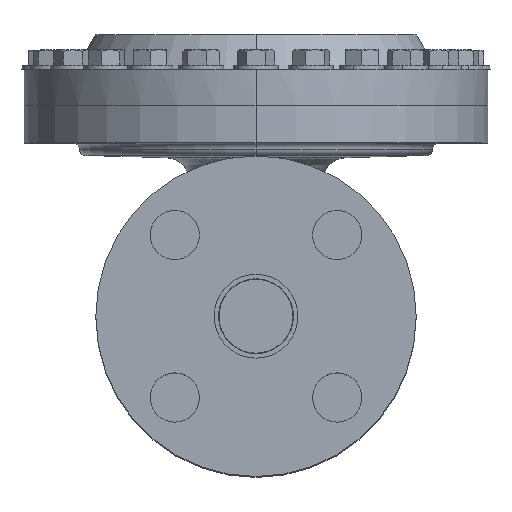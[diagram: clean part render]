
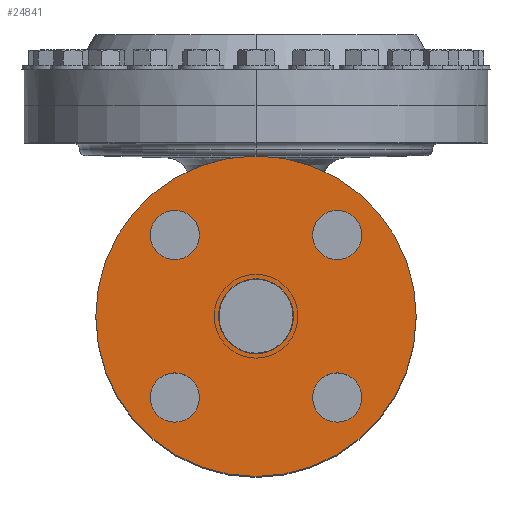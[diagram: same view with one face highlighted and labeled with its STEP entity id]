
A CAD part, top view. The second image highlights one B-rep face of the part: STEP entity #24841.
In plain terms, the highlighted planar face has unit normal (0, 0, 1).
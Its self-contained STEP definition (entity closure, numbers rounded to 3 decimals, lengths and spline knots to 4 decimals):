
#732 = EDGE_CURVE ( 'NONE', #42469, #20280, #21983, .T. ) ;
#832 = FACE_OUTER_BOUND ( 'NONE', #10638, .T. ) ;
#1236 = AXIS2_PLACEMENT_3D ( 'NONE', #25180, #4717, #28607 ) ;
#1296 = EDGE_LOOP ( 'NONE', ( #15794, #8937 ) ) ;
#1869 = AXIS2_PLACEMENT_3D ( 'NONE', #28722, #8237, #32190 ) ;
#1923 = FACE_BOUND ( 'NONE', #13384, .T. ) ;
#1986 = CARTESIAN_POINT ( 'NONE',  ( 0., 0., 4.375 ) ) ;
#2379 = EDGE_CURVE ( 'NONE', #22762, #42299, #7986, .T. ) ;
#3332 = ORIENTED_EDGE ( 'NONE', *, *, #39623, .T. ) ;
#4141 = VERTEX_POINT ( 'NONE', #22978 ) ;
#4424 = EDGE_CURVE ( 'NONE', #6027, #40386, #12421, .T. ) ;
#4446 = DIRECTION ( 'NONE',  ( 0., 0., -1. ) ) ;
#4717 = DIRECTION ( 'NONE',  ( 0., 0., -1. ) ) ;
#5427 = AXIS2_PLACEMENT_3D ( 'NONE', #30655, #10147, #34101 ) ;
#5437 = DIRECTION ( 'NONE',  ( 0., 1., 0. ) ) ;
#5543 = AXIS2_PLACEMENT_3D ( 'NONE', #24900, #4446, #28342 ) ;
#6027 = VERTEX_POINT ( 'NONE', #39249 ) ;
#6917 = CARTESIAN_POINT ( 'NONE',  ( -1.2374, 1.6124, 4.375 ) ) ;
#7164 = VERTEX_POINT ( 'NONE', #35013 ) ;
#7705 = DIRECTION ( 'NONE',  ( 0., 0., -1. ) ) ;
#7986 = CIRCLE ( 'NONE', #32743, 0.5705 ) ;
#8146 = EDGE_CURVE ( 'NONE', #42299, #22762, #17623, .T. ) ;
#8237 = DIRECTION ( 'NONE',  ( 0., 0., -1. ) ) ;
#8734 = EDGE_CURVE ( 'NONE', #27006, #41590, #44532, .T. ) ;
#8937 = ORIENTED_EDGE ( 'NONE', *, *, #8146, .T. ) ;
#9936 = FACE_BOUND ( 'NONE', #1296, .T. ) ;
#10147 = DIRECTION ( 'NONE',  ( 0., 0., -1. ) ) ;
#10174 = CIRCLE ( 'NONE', #5427, 0.375 ) ;
#10638 = EDGE_LOOP ( 'NONE', ( #32027, #40899 ) ) ;
#11235 = AXIS2_PLACEMENT_3D ( 'NONE', #35220, #14648, #38721 ) ;
#11679 = CARTESIAN_POINT ( 'NONE',  ( 0., -2.44, 4.375 ) ) ;
#11777 = EDGE_CURVE ( 'NONE', #41590, #27006, #42854, .T. ) ;
#12240 = ORIENTED_EDGE ( 'NONE', *, *, #43928, .T. ) ;
#12408 = CARTESIAN_POINT ( 'NONE',  ( 1.2374, 1.2374, 4.375 ) ) ;
#12421 = CIRCLE ( 'NONE', #5543, 0.375 ) ;
#13384 = EDGE_LOOP ( 'NONE', ( #31716, #40378 ) ) ;
#13506 = DIRECTION ( 'NONE',  ( 0., 0., -1. ) ) ;
#13860 = AXIS2_PLACEMENT_3D ( 'NONE', #1986, #25899, #5437 ) ;
#14476 = VERTEX_POINT ( 'NONE', #36139 ) ;
#14648 = DIRECTION ( 'NONE',  ( 0., 0., -1. ) ) ;
#15185 = CIRCLE ( 'NONE', #31919, 0.375 ) ;
#15794 = ORIENTED_EDGE ( 'NONE', *, *, #2379, .T. ) ;
#15829 = DIRECTION ( 'NONE',  ( -1., 0., 0. ) ) ;
#17371 = DIRECTION ( 'NONE',  ( 0., 0., -1. ) ) ;
#17552 = ORIENTED_EDGE ( 'NONE', *, *, #37218, .T. ) ;
#17623 = CIRCLE ( 'NONE', #13860, 0.5705 ) ;
#17665 = AXIS2_PLACEMENT_3D ( 'NONE', #40582, #19984, #44066 ) ;
#18274 = PLANE ( 'NONE',  #1236 ) ;
#18818 = AXIS2_PLACEMENT_3D ( 'NONE', #28197, #7705, #31672 ) ;
#19015 = FACE_BOUND ( 'NONE', #27669, .T. ) ;
#19101 = CARTESIAN_POINT ( 'NONE',  ( 0., 0., 4.375 ) ) ;
#19190 = DIRECTION ( 'NONE',  ( 0., 0., -1. ) ) ;
#19634 = ORIENTED_EDGE ( 'NONE', *, *, #36914, .T. ) ;
#19984 = DIRECTION ( 'NONE',  ( 0., 0., -1. ) ) ;
#20280 = VERTEX_POINT ( 'NONE', #38805 ) ;
#20639 = CARTESIAN_POINT ( 'NONE',  ( 1.2374, 0.8624, 4.375 ) ) ;
#21472 = CARTESIAN_POINT ( 'NONE',  ( 0., -0.5705, 4.375 ) ) ;
#21502 = VERTEX_POINT ( 'NONE', #6917 ) ;
#21650 = CIRCLE ( 'NONE', #11235, 0.375 ) ;
#21983 = CIRCLE ( 'NONE', #43227, 0.375 ) ;
#22561 = DIRECTION ( 'NONE',  ( 0., 1., 0. ) ) ;
#22762 = VERTEX_POINT ( 'NONE', #39307 ) ;
#22978 = CARTESIAN_POINT ( 'NONE',  ( -1.2374, 0.8624, 4.375 ) ) ;
#23131 = EDGE_CURVE ( 'NONE', #20280, #42469, #38997, .T. ) ;
#23789 = EDGE_LOOP ( 'NONE', ( #44213, #17552 ) ) ;
#24706 = CIRCLE ( 'NONE', #18818, 0.375 ) ;
#24841 = ADVANCED_FACE ( 'NONE', ( #28122, #38375, #1923, #19015, #9936, #832 ), #18274, .F. ) ;
#24900 = CARTESIAN_POINT ( 'NONE',  ( 1.2374, 1.2374, 4.375 ) ) ;
#25180 = CARTESIAN_POINT ( 'NONE',  ( 0., -2.44, 4.375 ) ) ;
#25899 = DIRECTION ( 'NONE',  ( 0., 0., -1. ) ) ;
#26121 = AXIS2_PLACEMENT_3D ( 'NONE', #34064, #13506, #37543 ) ;
#27006 = VERTEX_POINT ( 'NONE', #11679 ) ;
#27669 = EDGE_LOOP ( 'NONE', ( #3332, #31048 ) ) ;
#28122 = FACE_BOUND ( 'NONE', #23789, .T. ) ;
#28197 = CARTESIAN_POINT ( 'NONE',  ( 1.2374, -1.2374, 4.375 ) ) ;
#28342 = DIRECTION ( 'NONE',  ( -1., 0., 0. ) ) ;
#28607 = DIRECTION ( 'NONE',  ( 0., 1., 0. ) ) ;
#28722 = CARTESIAN_POINT ( 'NONE',  ( 1.2374, -1.2374, 4.375 ) ) ;
#30048 = CARTESIAN_POINT ( 'NONE',  ( 0., 2.44, 4.375 ) ) ;
#30654 = CIRCLE ( 'NONE', #1869, 0.375 ) ;
#30655 = CARTESIAN_POINT ( 'NONE',  ( -1.2374, 1.2374, 4.375 ) ) ;
#31048 = ORIENTED_EDGE ( 'NONE', *, *, #41919, .T. ) ;
#31672 = DIRECTION ( 'NONE',  ( 0., 1., 0. ) ) ;
#31716 = ORIENTED_EDGE ( 'NONE', *, *, #732, .T. ) ;
#31919 = AXIS2_PLACEMENT_3D ( 'NONE', #12408, #36418, #15829 ) ;
#32027 = ORIENTED_EDGE ( 'NONE', *, *, #11777, .F. ) ;
#32190 = DIRECTION ( 'NONE',  ( 0., 1., 0. ) ) ;
#32743 = AXIS2_PLACEMENT_3D ( 'NONE', #37975, #17371, #41457 ) ;
#34064 = CARTESIAN_POINT ( 'NONE',  ( -1.2374, -1.2374, 4.375 ) ) ;
#34101 = DIRECTION ( 'NONE',  ( 0., -1., 0. ) ) ;
#35013 = CARTESIAN_POINT ( 'NONE',  ( 1.2374, -0.8624, 4.375 ) ) ;
#35220 = CARTESIAN_POINT ( 'NONE',  ( -1.2374, 1.2374, 4.375 ) ) ;
#36139 = CARTESIAN_POINT ( 'NONE',  ( 1.2374, -1.6124, 4.375 ) ) ;
#36418 = DIRECTION ( 'NONE',  ( 0., 0., -1. ) ) ;
#36914 = EDGE_CURVE ( 'NONE', #4141, #21502, #21650, .T. ) ;
#37218 = EDGE_CURVE ( 'NONE', #40386, #6027, #15185, .T. ) ;
#37543 = DIRECTION ( 'NONE',  ( 1., 0., 0. ) ) ;
#37975 = CARTESIAN_POINT ( 'NONE',  ( 0., 0., 4.375 ) ) ;
#38338 = AXIS2_PLACEMENT_3D ( 'NONE', #19101, #43169, #22561 ) ;
#38375 = FACE_BOUND ( 'NONE', #39727, .T. ) ;
#38721 = DIRECTION ( 'NONE',  ( 0., -1., 0. ) ) ;
#38805 = CARTESIAN_POINT ( 'NONE',  ( -1.2374, -1.6124, 4.375 ) ) ;
#38997 = CIRCLE ( 'NONE', #26121, 0.375 ) ;
#39249 = CARTESIAN_POINT ( 'NONE',  ( 1.2374, 1.6124, 4.375 ) ) ;
#39307 = CARTESIAN_POINT ( 'NONE',  ( 0., 0.5705, 4.375 ) ) ;
#39376 = CARTESIAN_POINT ( 'NONE',  ( -1.2374, -0.8624, 4.375 ) ) ;
#39623 = EDGE_CURVE ( 'NONE', #7164, #14476, #30654, .T. ) ;
#39727 = EDGE_LOOP ( 'NONE', ( #12240, #19634 ) ) ;
#39793 = CARTESIAN_POINT ( 'NONE',  ( -1.2374, -1.2374, 4.375 ) ) ;
#40378 = ORIENTED_EDGE ( 'NONE', *, *, #23131, .T. ) ;
#40386 = VERTEX_POINT ( 'NONE', #20639 ) ;
#40582 = CARTESIAN_POINT ( 'NONE',  ( 0., 0., 4.375 ) ) ;
#40899 = ORIENTED_EDGE ( 'NONE', *, *, #8734, .F. ) ;
#41457 = DIRECTION ( 'NONE',  ( 0., 1., 0. ) ) ;
#41590 = VERTEX_POINT ( 'NONE', #30048 ) ;
#41919 = EDGE_CURVE ( 'NONE', #14476, #7164, #24706, .T. ) ;
#42299 = VERTEX_POINT ( 'NONE', #21472 ) ;
#42469 = VERTEX_POINT ( 'NONE', #39376 ) ;
#42854 = CIRCLE ( 'NONE', #17665, 2.44 ) ;
#43169 = DIRECTION ( 'NONE',  ( 0., 0., -1. ) ) ;
#43227 = AXIS2_PLACEMENT_3D ( 'NONE', #39793, #19190, #43257 ) ;
#43257 = DIRECTION ( 'NONE',  ( 1., 0., 0. ) ) ;
#43928 = EDGE_CURVE ( 'NONE', #21502, #4141, #10174, .T. ) ;
#44066 = DIRECTION ( 'NONE',  ( 0., 1., 0. ) ) ;
#44213 = ORIENTED_EDGE ( 'NONE', *, *, #4424, .T. ) ;
#44532 = CIRCLE ( 'NONE', #38338, 2.44 ) ;
